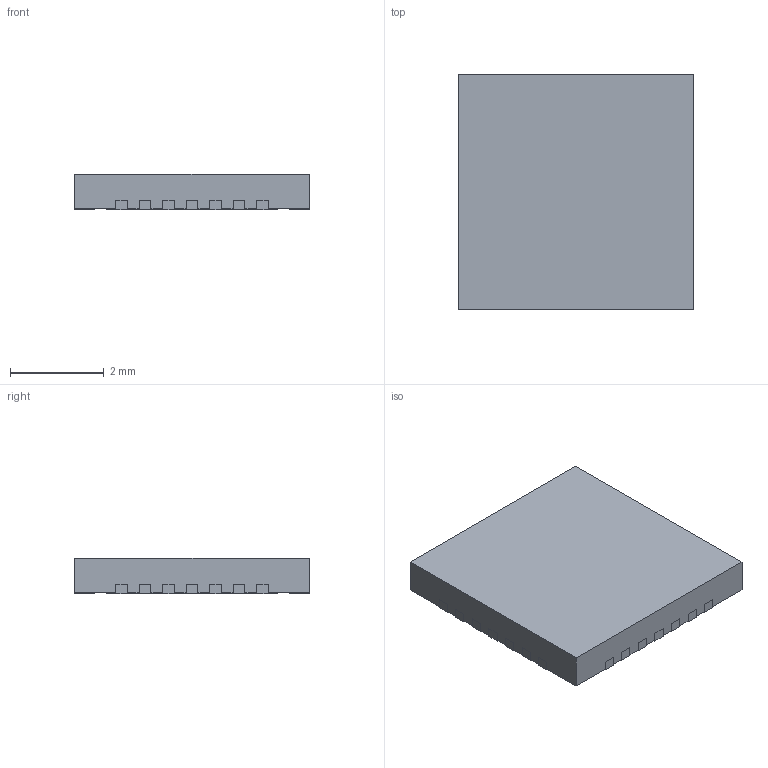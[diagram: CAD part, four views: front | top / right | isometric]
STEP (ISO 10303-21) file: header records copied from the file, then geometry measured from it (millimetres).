
FILE_DESCRIPTION(('STEP AP214'),'1');
FILE_NAME('X528_3D.step','2022-01-28T06:02:39',(' '),('ANSOFT Corporation'),'Spatial InterOp 3D',' ',' ');
FILE_SCHEMA(('AUTOMOTIVE_DESIGN { 1 0 10303 214 1 1 1 1 }'));
Length unit declared in the file: millimetre
Products named in the file (1): ePad
Bounding box: 5 x 5 x 0.75 mm (x, y, z)
Volume: 18.6 mm3; surface area: 113.3 mm2
Topology: 30 solids, 30 shells, 411 faces, 1050 edges, 700 vertices
Faces by surface type: plane 299, cylinder 112
Entity records: 16048 total; most frequent: CARTESIAN_POINT 2191, DIRECTION 2156, ORIENTED_EDGE 2100, EDGE_CURVE 1050, LINE 826, VECTOR 826, VERTEX_POINT 700, AXIS2_PLACEMENT_3D 665
